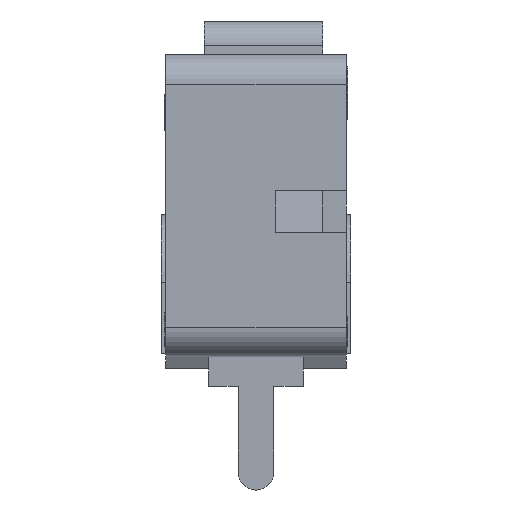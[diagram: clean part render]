
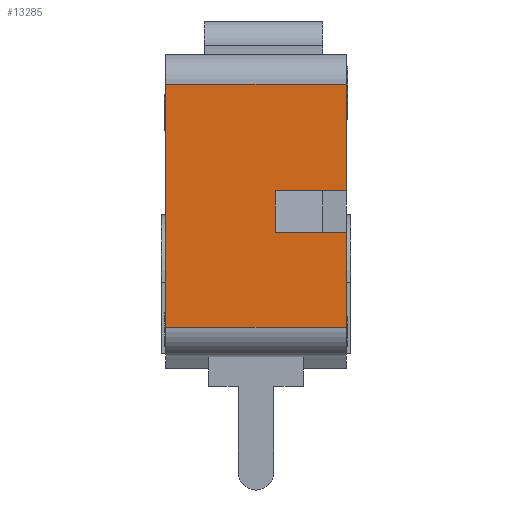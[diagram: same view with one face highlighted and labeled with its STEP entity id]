
A CAD part, left-side view. The second image highlights one B-rep face of the part: STEP entity #13285.
In plain terms, the highlighted planar face has unit normal (-1, 0, 0).
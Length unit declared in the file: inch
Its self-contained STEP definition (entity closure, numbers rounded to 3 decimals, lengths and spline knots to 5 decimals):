
#2031=CARTESIAN_POINT('',(-0.20079,-0.24016,0.12205));
#2032=VERTEX_POINT('',#2031);
#2039=CARTESIAN_POINT('',(-0.20079,-0.14567,0.12205));
#2040=VERTEX_POINT('',#2039);
#2041=CARTESIAN_POINT('',(-0.20079,-0.14567,0.12205));
#2042=DIRECTION('',(0.0,-1.0,0.0));
#2043=VECTOR('',#2042,0.09449);
#2044=LINE('',#2041,#2043);
#2045=EDGE_CURVE('',#2040,#2032,#2044,.T.);
#9985=CARTESIAN_POINT('',(-0.20079,-0.24016,0.06693));
#9986=VERTEX_POINT('',#9985);
#9993=CARTESIAN_POINT('',(-0.20079,-0.24016,-0.05906));
#9994=VERTEX_POINT('',#9993);
#9995=CARTESIAN_POINT('',(-0.20079,-0.24016,-0.05906));
#9996=DIRECTION('',(0.0,0.0,1.0));
#9997=VECTOR('',#9996,0.12598);
#9998=LINE('',#9995,#9997);
#9999=EDGE_CURVE('',#9994,#9986,#9998,.T.);
#10155=CARTESIAN_POINT('',(-0.20079,-0.24016,0.26378));
#10156=VERTEX_POINT('',#10155);
#10164=CARTESIAN_POINT('',(-0.20079,-0.24016,0.12205));
#10165=DIRECTION('',(0.0,0.0,1.0));
#10166=VECTOR('',#10165,0.14173);
#10167=LINE('',#10164,#10166);
#10168=EDGE_CURVE('',#2032,#10156,#10167,.T.);
#10854=CARTESIAN_POINT('',(-0.20079,-0.14567,0.06693));
#10855=VERTEX_POINT('',#10854);
#10864=CARTESIAN_POINT('',(-0.20079,-0.24016,0.06693));
#10865=DIRECTION('',(0.0,1.0,0.0));
#10866=VECTOR('',#10865,0.09449);
#10867=LINE('',#10864,#10866);
#10868=EDGE_CURVE('',#9986,#10855,#10867,.T.);
#11527=CARTESIAN_POINT('',(-0.20079,0.0,-0.05906));
#11528=VERTEX_POINT('',#11527);
#11536=CARTESIAN_POINT('',(-0.20079,0.0,0.26378));
#11537=VERTEX_POINT('',#11536);
#11538=CARTESIAN_POINT('',(-0.20079,0.0,0.26378));
#11539=DIRECTION('',(0.0,0.0,-1.0));
#11540=VECTOR('',#11539,0.32283);
#11541=LINE('',#11538,#11540);
#11542=EDGE_CURVE('',#11537,#11528,#11541,.T.);
#13249=CARTESIAN_POINT('',(-0.20079,-0.14567,0.06693));
#13250=DIRECTION('',(0.0,0.0,1.0));
#13251=VECTOR('',#13250,0.05512);
#13252=LINE('',#13249,#13251);
#13253=EDGE_CURVE('',#10855,#2040,#13252,.T.);
#13260=CARTESIAN_POINT('',(-0.20079,-0.25217,-0.0752));
#13261=DIRECTION('',(-1.0,0.0,0.0));
#13262=DIRECTION('',(0.0,0.0,1.0));
#13263=AXIS2_PLACEMENT_3D('',#13260,#13261,#13262);
#13264=PLANE('',#13263);
#13265=ORIENTED_EDGE('',*,*,#11542,.T.);
#13266=CARTESIAN_POINT('',(-0.20079,-0.24016,-0.05906));
#13267=DIRECTION('',(0.0,1.0,0.0));
#13268=VECTOR('',#13267,0.24016);
#13269=LINE('',#13266,#13268);
#13270=EDGE_CURVE('',#9994,#11528,#13269,.T.);
#13271=ORIENTED_EDGE('',*,*,#13270,.F.);
#13272=ORIENTED_EDGE('',*,*,#9999,.T.);
#13273=ORIENTED_EDGE('',*,*,#10868,.T.);
#13274=ORIENTED_EDGE('',*,*,#13253,.T.);
#13275=ORIENTED_EDGE('',*,*,#2045,.T.);
#13276=ORIENTED_EDGE('',*,*,#10168,.T.);
#13277=CARTESIAN_POINT('',(-0.20079,-0.24016,0.26378));
#13278=DIRECTION('',(0.0,1.0,0.0));
#13279=VECTOR('',#13278,0.24016);
#13280=LINE('',#13277,#13279);
#13281=EDGE_CURVE('',#10156,#11537,#13280,.T.);
#13282=ORIENTED_EDGE('',*,*,#13281,.T.);
#13283=EDGE_LOOP('',(#13265,#13271,#13272,#13273,#13274,#13275,#13276,#13282));
#13284=FACE_OUTER_BOUND('',#13283,.T.);
#13285=ADVANCED_FACE('',(#13284),#13264,.T.);
